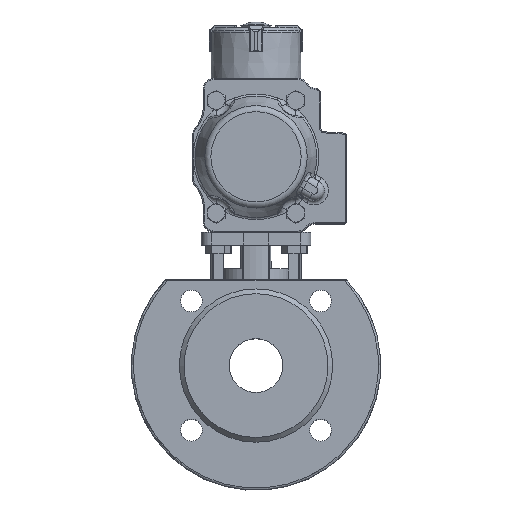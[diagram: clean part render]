
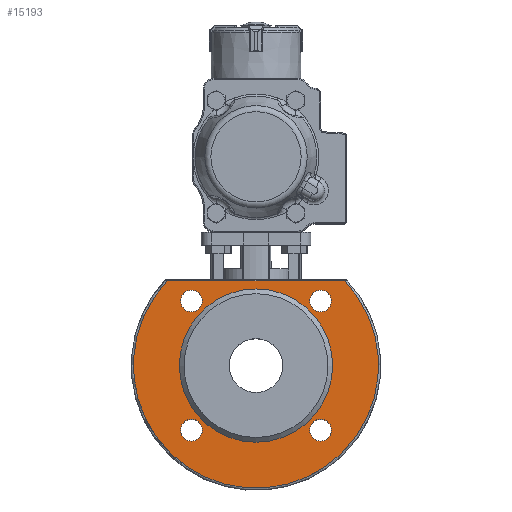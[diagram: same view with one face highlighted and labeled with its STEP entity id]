
A CAD part, top view. The second image highlights one B-rep face of the part: STEP entity #15193.
In plain terms, the highlighted planar face has unit normal (0, 0, 1).
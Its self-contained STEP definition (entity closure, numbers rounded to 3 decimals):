
#523=PLANE('',#17872);
#1840=LINE('',#35083,#2791);
#2791=VECTOR('',#22162,1000.);
#7351=ORIENTED_EDGE('',*,*,#9609,.F.);
#7352=ORIENTED_EDGE('',*,*,#9610,.F.);
#7353=ORIENTED_EDGE('',*,*,#9611,.F.);
#7354=ORIENTED_EDGE('',*,*,#9612,.F.);
#7355=ORIENTED_EDGE('',*,*,#9613,.F.);
#7356=ORIENTED_EDGE('',*,*,#9614,.T.);
#7357=ORIENTED_EDGE('',*,*,#9615,.F.);
#9609=EDGE_CURVE('',#11009,#11009,#11857,.T.);
#9610=EDGE_CURVE('',#11010,#11010,#11858,.T.);
#9611=EDGE_CURVE('',#11011,#11011,#11859,.T.);
#9612=EDGE_CURVE('',#11012,#11012,#11860,.T.);
#9613=EDGE_CURVE('',#10993,#11013,#1840,.T.);
#9614=EDGE_CURVE('',#10993,#11013,#11861,.T.);
#9615=EDGE_CURVE('',#11014,#11014,#11862,.T.);
#10993=VERTEX_POINT('',#33819);
#11009=VERTEX_POINT('',#35076);
#11010=VERTEX_POINT('',#35078);
#11011=VERTEX_POINT('',#35080);
#11012=VERTEX_POINT('',#35082);
#11013=VERTEX_POINT('',#35084);
#11014=VERTEX_POINT('',#35087);
#11857=CIRCLE('',#17873,5.053);
#11858=CIRCLE('',#17874,5.053);
#11859=CIRCLE('',#17875,5.053);
#11860=CIRCLE('',#17876,5.053);
#11861=CIRCLE('',#17877,57.);
#11862=CIRCLE('',#17878,35.65);
#12943=EDGE_LOOP('',(#7351));
#12944=EDGE_LOOP('',(#7352));
#12945=EDGE_LOOP('',(#7353));
#12946=EDGE_LOOP('',(#7354));
#12947=EDGE_LOOP('',(#7355,#7356));
#12948=EDGE_LOOP('',(#7357));
#14077=FACE_BOUND('',#12943,.T.);
#14078=FACE_BOUND('',#12944,.T.);
#14079=FACE_BOUND('',#12945,.T.);
#14080=FACE_BOUND('',#12946,.T.);
#14081=FACE_BOUND('',#12947,.T.);
#14082=FACE_BOUND('',#12948,.T.);
#15193=ADVANCED_FACE('',(#14077,#14078,#14079,#14080,#14081,#14082),#523,
 .T.);
#17872=AXIS2_PLACEMENT_3D('',#35074,#22152,#22153);
#17873=AXIS2_PLACEMENT_3D('',#35075,#22154,#22155);
#17874=AXIS2_PLACEMENT_3D('',#35077,#22156,#22157);
#17875=AXIS2_PLACEMENT_3D('',#35079,#22158,#22159);
#17876=AXIS2_PLACEMENT_3D('',#35081,#22160,#22161);
#17877=AXIS2_PLACEMENT_3D('',#35085,#22163,#22164);
#17878=AXIS2_PLACEMENT_3D('',#35086,#22165,#22166);
#22152=DIRECTION('',(0.,0.,1.));
#22153=DIRECTION('',(1.,0.,0.));
#22154=DIRECTION('',(0.,0.,1.));
#22155=DIRECTION('',(1.,0.,0.));
#22156=DIRECTION('',(0.,0.,1.));
#22157=DIRECTION('',(1.,0.,0.));
#22158=DIRECTION('',(0.,0.,1.));
#22159=DIRECTION('',(1.,0.,0.));
#22160=DIRECTION('',(0.,0.,1.));
#22161=DIRECTION('',(1.,0.,0.));
#22162=DIRECTION('',(1.,0.,0.));
#22163=DIRECTION('',(0.,0.,1.));
#22164=DIRECTION('',(1.,0.,0.));
#22165=DIRECTION('',(0.,0.,1.));
#22166=DIRECTION('',(0.,1.,0.));
#33819=CARTESIAN_POINT('',(-41.094,39.5,6.8));
#35074=CARTESIAN_POINT('',(0.,0.,6.8));
#35075=CARTESIAN_POINT('',(30.052,-30.052,6.8));
#35076=CARTESIAN_POINT('',(35.105,-30.052,6.8));
#35077=CARTESIAN_POINT('',(-30.052,-30.052,6.8));
#35078=CARTESIAN_POINT('',(-24.999,-30.052,6.8));
#35079=CARTESIAN_POINT('',(-30.052,30.052,6.8));
#35080=CARTESIAN_POINT('',(-24.999,30.052,6.8));
#35081=CARTESIAN_POINT('',(30.052,30.052,6.8));
#35082=CARTESIAN_POINT('',(35.105,30.052,6.8));
#35083=CARTESIAN_POINT('',(0.,39.5,6.8));
#35084=CARTESIAN_POINT('',(41.094,39.5,6.8));
#35085=CARTESIAN_POINT('',(0.,0.,6.8));
#35086=CARTESIAN_POINT('',(0.,0.,6.8));
#35087=CARTESIAN_POINT('',(0.,35.65,6.8));
